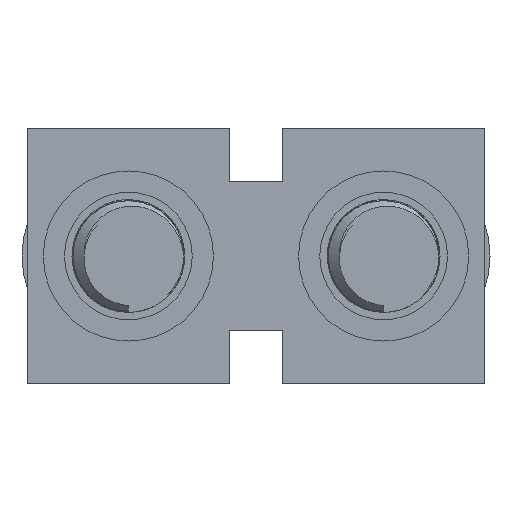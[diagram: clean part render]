
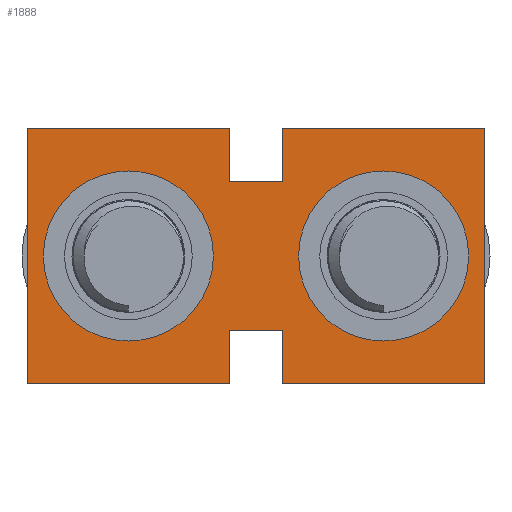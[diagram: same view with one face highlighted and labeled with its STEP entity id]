
A CAD part, front view. The second image highlights one B-rep face of the part: STEP entity #1888.
In plain terms, the highlighted planar face has unit normal (0, -1, 0).
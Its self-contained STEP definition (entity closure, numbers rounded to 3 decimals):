
#11 = CARTESIAN_POINT ( 'NONE',  ( 3.625, -3.5, -1.75 ) ) ;
#68 = VECTOR ( 'NONE', #3106, 1000. ) ;
#90 = CARTESIAN_POINT ( 'NONE',  ( 2.375, -3.5, -3. ) ) ;
#91 = CARTESIAN_POINT ( 'NONE',  ( 2.375, -3.5, -3. ) ) ;
#128 = ORIENTED_EDGE ( 'NONE', *, *, #4356, .T. ) ;
#157 = VERTEX_POINT ( 'NONE', #1185 ) ;
#198 = FACE_BOUND ( 'NONE', #4130, .T. ) ;
#219 = DIRECTION ( 'NONE',  ( 1., 0., 0. ) ) ;
#238 = DIRECTION ( 'NONE',  ( 0., 0., -1. ) ) ;
#271 = CARTESIAN_POINT ( 'NONE',  ( 3.625, -3.5, -3. ) ) ;
#303 = DIRECTION ( 'NONE',  ( 0., 0., 1. ) ) ;
#344 = DIRECTION ( 'NONE',  ( 0., 1., 0. ) ) ;
#350 = DIRECTION ( 'NONE',  ( -1., 0., 0. ) ) ;
#419 = CIRCLE ( 'NONE', #845, 1.575 ) ;
#457 = EDGE_CURVE ( 'NONE', #2785, #2277, #3131, .T. ) ;
#484 = EDGE_CURVE ( 'NONE', #567, #2994, #3506, .T. ) ;
#520 = CARTESIAN_POINT ( 'NONE',  ( 3.625, -3.5, 3. ) ) ;
#521 = CIRCLE ( 'NONE', #2025, 1.575 ) ;
#565 = DIRECTION ( 'NONE',  ( 0., 0., -1. ) ) ;
#567 = VERTEX_POINT ( 'NONE', #90 ) ;
#572 = ORIENTED_EDGE ( 'NONE', *, *, #2718, .T. ) ;
#575 = EDGE_CURVE ( 'NONE', #2994, #986, #1191, .T. ) ;
#589 = CARTESIAN_POINT ( 'NONE',  ( 3.625, -3.5, -3. ) ) ;
#638 = ORIENTED_EDGE ( 'NONE', *, *, #2364, .F. ) ;
#659 = CARTESIAN_POINT ( 'NONE',  ( 3.625, -3.5, -3. ) ) ;
#674 = ORIENTED_EDGE ( 'NONE', *, *, #2308, .T. ) ;
#711 = EDGE_CURVE ( 'NONE', #1552, #4195, #865, .T. ) ;
#731 = VERTEX_POINT ( 'NONE', #2290 ) ;
#739 = VECTOR ( 'NONE', #219, 1000. ) ;
#773 = EDGE_CURVE ( 'NONE', #4143, #3861, #3440, .T. ) ;
#791 = DIRECTION ( 'NONE',  ( 0., 0., 1. ) ) ;
#821 = CARTESIAN_POINT ( 'NONE',  ( 2.375, -3.5, -1.75 ) ) ;
#832 = VERTEX_POINT ( 'NONE', #271 ) ;
#845 = AXIS2_PLACEMENT_3D ( 'NONE', #4371, #2337, #303 ) ;
#865 = CIRCLE ( 'NONE', #3720, 1.575 ) ;
#919 = LINE ( 'NONE', #3255, #2707 ) ;
#937 = VECTOR ( 'NONE', #4355, 1000. ) ;
#986 = VERTEX_POINT ( 'NONE', #2862 ) ;
#1091 = LINE ( 'NONE', #91, #68 ) ;
#1185 = CARTESIAN_POINT ( 'NONE',  ( 6., -3.5, -1.575 ) ) ;
#1191 = LINE ( 'NONE', #3477, #2963 ) ;
#1235 = CARTESIAN_POINT ( 'NONE',  ( 3.625, -3.5, 3. ) ) ;
#1285 = DIRECTION ( 'NONE',  ( 0., 1., 0. ) ) ;
#1324 = FACE_BOUND ( 'NONE', #3717, .T. ) ;
#1431 = LINE ( 'NONE', #1653, #2219 ) ;
#1521 = CARTESIAN_POINT ( 'NONE',  ( 0., -3.5, -1.575 ) ) ;
#1548 = CARTESIAN_POINT ( 'NONE',  ( 2.375, -3.5, 1.75 ) ) ;
#1552 = VERTEX_POINT ( 'NONE', #1521 ) ;
#1559 = DIRECTION ( 'NONE',  ( 1., 0., 0. ) ) ;
#1571 = CARTESIAN_POINT ( 'NONE',  ( 0., -3.5, 0. ) ) ;
#1595 = CARTESIAN_POINT ( 'NONE',  ( -2.375, -3.5, -3. ) ) ;
#1618 = CARTESIAN_POINT ( 'NONE',  ( 0., -3.5, 0. ) ) ;
#1650 = CARTESIAN_POINT ( 'NONE',  ( -2.375, -3.5, -3. ) ) ;
#1653 = CARTESIAN_POINT ( 'NONE',  ( -2.375, -3.5, 3. ) ) ;
#1656 = LINE ( 'NONE', #1235, #739 ) ;
#1663 = EDGE_CURVE ( 'NONE', #986, #2841, #1431, .T. ) ;
#1709 = VERTEX_POINT ( 'NONE', #2649 ) ;
#1713 = EDGE_CURVE ( 'NONE', #1709, #157, #419, .T. ) ;
#1777 = EDGE_CURVE ( 'NONE', #832, #1908, #2985, .T. ) ;
#1823 = CARTESIAN_POINT ( 'NONE',  ( 8.375, -3.5, 3. ) ) ;
#1888 = ADVANCED_FACE ( 'NONE', ( #198, #2879, #1324 ), #4416, .F. ) ;
#1905 = CARTESIAN_POINT ( 'NONE',  ( 3.625, -3.5, 1.75 ) ) ;
#1908 = VERTEX_POINT ( 'NONE', #11 ) ;
#1910 = DIRECTION ( 'NONE',  ( 0., 0., 1. ) ) ;
#1918 = ORIENTED_EDGE ( 'NONE', *, *, #484, .F. ) ;
#1963 = DIRECTION ( 'NONE',  ( 0., 0., 1. ) ) ;
#1990 = DIRECTION ( 'NONE',  ( -1., 0., 0. ) ) ;
#2025 = AXIS2_PLACEMENT_3D ( 'NONE', #3288, #1285, #3641 ) ;
#2124 = VECTOR ( 'NONE', #3005, 1000. ) ;
#2165 = CARTESIAN_POINT ( 'NONE',  ( 0., -3.5, 1.575 ) ) ;
#2178 = LINE ( 'NONE', #1548, #3753 ) ;
#2203 = VECTOR ( 'NONE', #350, 1000. ) ;
#2219 = VECTOR ( 'NONE', #3305, 1000. ) ;
#2277 = VERTEX_POINT ( 'NONE', #520 ) ;
#2278 = CARTESIAN_POINT ( 'NONE',  ( 8.375, -3.5, -3. ) ) ;
#2290 = CARTESIAN_POINT ( 'NONE',  ( 2.375, -3.5, 1.75 ) ) ;
#2308 = EDGE_CURVE ( 'NONE', #4195, #1552, #2640, .T. ) ;
#2337 = DIRECTION ( 'NONE',  ( 0., 1., 0. ) ) ;
#2364 = EDGE_CURVE ( 'NONE', #2277, #4143, #1656, .T. ) ;
#2391 = EDGE_CURVE ( 'NONE', #4236, #567, #3530, .T. ) ;
#2432 = AXIS2_PLACEMENT_3D ( 'NONE', #3707, #344, #2704 ) ;
#2537 = ORIENTED_EDGE ( 'NONE', *, *, #1713, .T. ) ;
#2548 = DIRECTION ( 'NONE',  ( -1., 0., 0. ) ) ;
#2580 = CARTESIAN_POINT ( 'NONE',  ( 2.375, -3.5, -3. ) ) ;
#2590 = CARTESIAN_POINT ( 'NONE',  ( 2.375, -3.5, 3. ) ) ;
#2615 = VECTOR ( 'NONE', #1990, 1000. ) ;
#2626 = ORIENTED_EDGE ( 'NONE', *, *, #1663, .F. ) ;
#2640 = CIRCLE ( 'NONE', #3374, 1.575 ) ;
#2649 = CARTESIAN_POINT ( 'NONE',  ( 6., -3.5, 1.575 ) ) ;
#2704 = DIRECTION ( 'NONE',  ( 0., 0., 1. ) ) ;
#2707 = VECTOR ( 'NONE', #1559, 1000. ) ;
#2708 = CARTESIAN_POINT ( 'NONE',  ( 3.625, -3.5, -3. ) ) ;
#2718 = EDGE_CURVE ( 'NONE', #2785, #731, #2178, .T. ) ;
#2745 = ORIENTED_EDGE ( 'NONE', *, *, #711, .T. ) ;
#2785 = VERTEX_POINT ( 'NONE', #1905 ) ;
#2841 = VERTEX_POINT ( 'NONE', #2590 ) ;
#2850 = ORIENTED_EDGE ( 'NONE', *, *, #4042, .F. ) ;
#2862 = CARTESIAN_POINT ( 'NONE',  ( -2.375, -3.5, 3. ) ) ;
#2879 = FACE_OUTER_BOUND ( 'NONE', #4327, .T. ) ;
#2902 = EDGE_CURVE ( 'NONE', #157, #1709, #521, .T. ) ;
#2963 = VECTOR ( 'NONE', #791, 1000. ) ;
#2971 = LINE ( 'NONE', #2708, #2203 ) ;
#2985 = LINE ( 'NONE', #659, #2124 ) ;
#2994 = VERTEX_POINT ( 'NONE', #1595 ) ;
#3005 = DIRECTION ( 'NONE',  ( 0., 0., 1. ) ) ;
#3012 = ORIENTED_EDGE ( 'NONE', *, *, #2902, .T. ) ;
#3106 = DIRECTION ( 'NONE',  ( 0., 0., -1. ) ) ;
#3131 = LINE ( 'NONE', #589, #937 ) ;
#3255 = CARTESIAN_POINT ( 'NONE',  ( 2.375, -3.5, -1.75 ) ) ;
#3288 = CARTESIAN_POINT ( 'NONE',  ( 6., -3.5, 0. ) ) ;
#3305 = DIRECTION ( 'NONE',  ( 1., 0., 0. ) ) ;
#3333 = EDGE_CURVE ( 'NONE', #3861, #832, #2971, .T. ) ;
#3374 = AXIS2_PLACEMENT_3D ( 'NONE', #1571, #3931, #1910 ) ;
#3440 = LINE ( 'NONE', #3642, #4261 ) ;
#3477 = CARTESIAN_POINT ( 'NONE',  ( -2.375, -3.5, -3. ) ) ;
#3506 = LINE ( 'NONE', #1650, #2615 ) ;
#3530 = LINE ( 'NONE', #2580, #4351 ) ;
#3641 = DIRECTION ( 'NONE',  ( 0., 0., 1. ) ) ;
#3642 = CARTESIAN_POINT ( 'NONE',  ( 8.375, -3.5, -3. ) ) ;
#3707 = CARTESIAN_POINT ( 'NONE',  ( 0., -3.5, 0. ) ) ;
#3717 = EDGE_LOOP ( 'NONE', ( #2537, #3012 ) ) ;
#3720 = AXIS2_PLACEMENT_3D ( 'NONE', #1618, #3976, #1963 ) ;
#3753 = VECTOR ( 'NONE', #2548, 1000. ) ;
#3861 = VERTEX_POINT ( 'NONE', #2278 ) ;
#3931 = DIRECTION ( 'NONE',  ( 0., 1., 0. ) ) ;
#3976 = DIRECTION ( 'NONE',  ( 0., 1., 0. ) ) ;
#4006 = ORIENTED_EDGE ( 'NONE', *, *, #2391, .F. ) ;
#4017 = ORIENTED_EDGE ( 'NONE', *, *, #773, .F. ) ;
#4026 = ORIENTED_EDGE ( 'NONE', *, *, #1777, .F. ) ;
#4042 = EDGE_CURVE ( 'NONE', #2841, #731, #1091, .T. ) ;
#4069 = ORIENTED_EDGE ( 'NONE', *, *, #3333, .F. ) ;
#4130 = EDGE_LOOP ( 'NONE', ( #674, #2745 ) ) ;
#4143 = VERTEX_POINT ( 'NONE', #1823 ) ;
#4195 = VERTEX_POINT ( 'NONE', #2165 ) ;
#4236 = VERTEX_POINT ( 'NONE', #821 ) ;
#4261 = VECTOR ( 'NONE', #238, 1000. ) ;
#4293 = ORIENTED_EDGE ( 'NONE', *, *, #575, .F. ) ;
#4327 = EDGE_LOOP ( 'NONE', ( #2850, #2626, #4293, #1918, #4006, #128, #4026, #4069, #4017, #638, #4413, #572 ) ) ;
#4351 = VECTOR ( 'NONE', #565, 1000. ) ;
#4355 = DIRECTION ( 'NONE',  ( 0., 0., 1. ) ) ;
#4356 = EDGE_CURVE ( 'NONE', #4236, #1908, #919, .T. ) ;
#4371 = CARTESIAN_POINT ( 'NONE',  ( 6., -3.5, 0. ) ) ;
#4413 = ORIENTED_EDGE ( 'NONE', *, *, #457, .F. ) ;
#4416 = PLANE ( 'NONE',  #2432 ) ;
